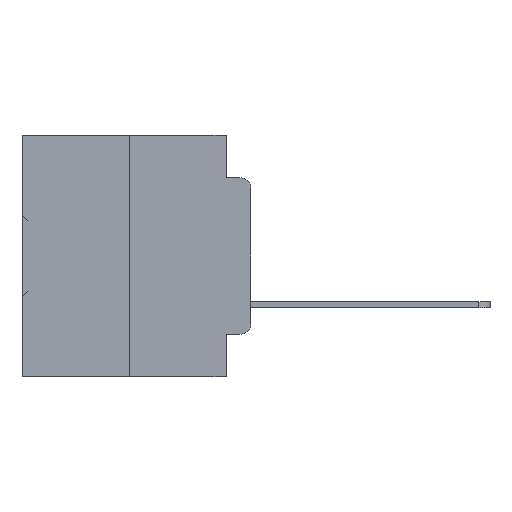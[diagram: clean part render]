
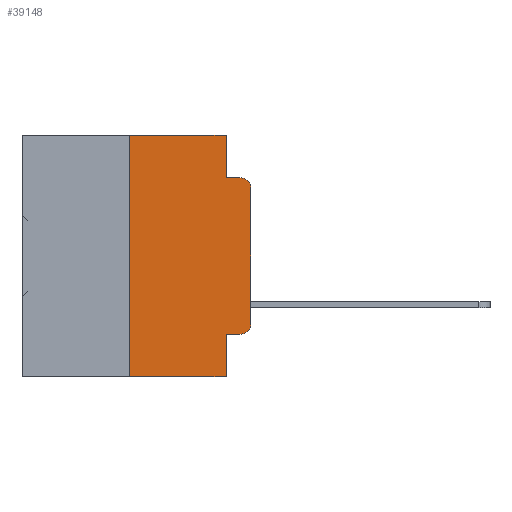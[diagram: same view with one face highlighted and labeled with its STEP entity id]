
A CAD part, left-side view. The second image highlights one B-rep face of the part: STEP entity #39148.
In plain terms, the highlighted planar face has unit normal (-1, 0, 0).
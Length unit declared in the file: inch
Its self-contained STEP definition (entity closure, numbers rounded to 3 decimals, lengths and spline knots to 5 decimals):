
#93 = LINE ( 'NONE', #2047, #7601 ) ;
#331 = EDGE_CURVE ( 'NONE', #17376, #31474, #93, .T. ) ;
#995 = DIRECTION ( 'NONE',  ( 0., 0., 1. ) ) ;
#1046 = ORIENTED_EDGE ( 'NONE', *, *, #331, .T. ) ;
#1831 = VERTEX_POINT ( 'NONE', #27659 ) ;
#2030 = DIRECTION ( 'NONE',  ( 0., 0., -1. ) ) ;
#2047 = CARTESIAN_POINT ( 'NONE',  ( 0., 0.473, -0.5 ) ) ;
#3044 = AXIS2_PLACEMENT_3D ( 'NONE', #18353, #38786, #21354 ) ;
#3063 = VERTEX_POINT ( 'NONE', #24287 ) ;
#3714 = FACE_OUTER_BOUND ( 'NONE', #21023, .T. ) ;
#4088 = CARTESIAN_POINT ( 'NONE',  ( 0., 0., 0. ) ) ;
#5246 = DIRECTION ( 'NONE',  ( 0., -1., 0. ) ) ;
#5631 = CARTESIAN_POINT ( 'NONE',  ( 0., 0.473, 0. ) ) ;
#5809 = DIRECTION ( 'NONE',  ( -1., 0., 0. ) ) ;
#7601 = VECTOR ( 'NONE', #5246, 39.37008 ) ;
#7771 = DIRECTION ( 'NONE',  ( 0., 0., 1. ) ) ;
#8544 = VERTEX_POINT ( 'NONE', #20501 ) ;
#9189 = DIRECTION ( 'NONE',  ( 0., 0., -1. ) ) ;
#9310 = EDGE_CURVE ( 'NONE', #16821, #29496, #21432, .T. ) ;
#10021 = ORIENTED_EDGE ( 'NONE', *, *, #11454, .T. ) ;
#10131 = CARTESIAN_POINT ( 'NONE',  ( 0., 0., -0.3915 ) ) ;
#10548 = ORIENTED_EDGE ( 'NONE', *, *, #38743, .T. ) ;
#10978 = VECTOR ( 'NONE', #7771, 39.37008 ) ;
#11454 = EDGE_CURVE ( 'NONE', #18404, #29496, #34974, .T. ) ;
#11917 = CARTESIAN_POINT ( 'NONE',  ( 0., 0.051, -0.0885 ) ) ;
#11984 = DIRECTION ( 'NONE',  ( 0., -1., 0. ) ) ;
#12348 = CARTESIAN_POINT ( 'NONE',  ( 0., 0.051, 0. ) ) ;
#13501 = EDGE_CURVE ( 'NONE', #22677, #18404, #23727, .T. ) ;
#16338 = EDGE_CURVE ( 'NONE', #3063, #31474, #30327, .T. ) ;
#16615 = EDGE_CURVE ( 'NONE', #8544, #17423, #20249, .T. ) ;
#16690 = CIRCLE ( 'NONE', #3044, 0.02 ) ;
#16821 = VERTEX_POINT ( 'NONE', #11917 ) ;
#16903 = CARTESIAN_POINT ( 'NONE',  ( 0., 0.25, 0. ) ) ;
#17376 = VERTEX_POINT ( 'NONE', #18692 ) ;
#17423 = VERTEX_POINT ( 'NONE', #21931 ) ;
#18353 = CARTESIAN_POINT ( 'NONE',  ( 0., 0.02, -0.3915 ) ) ;
#18404 = VERTEX_POINT ( 'NONE', #19205 ) ;
#18451 = EDGE_CURVE ( 'NONE', #17376, #8544, #19182, .T. ) ;
#18600 = DIRECTION ( 'NONE',  ( 1., 0., 0. ) ) ;
#18692 = CARTESIAN_POINT ( 'NONE',  ( 0., 0.25, -0.5 ) ) ;
#19182 = LINE ( 'NONE', #16903, #10978 ) ;
#19205 = CARTESIAN_POINT ( 'NONE',  ( 0., 0., -0.1085 ) ) ;
#19395 = LINE ( 'NONE', #25579, #34015 ) ;
#20249 = LINE ( 'NONE', #5631, #28026 ) ;
#20501 = CARTESIAN_POINT ( 'NONE',  ( 0., 0.25, 0. ) ) ;
#20782 = LINE ( 'NONE', #38161, #35366 ) ;
#21023 = EDGE_LOOP ( 'NONE', ( #36569, #10021, #23377, #25222, #25689, #36138, #1046, #23450, #10548, #31569 ) ) ;
#21354 = DIRECTION ( 'NONE',  ( 0., 0., -1. ) ) ;
#21432 = LINE ( 'NONE', #32655, #35991 ) ;
#21931 = CARTESIAN_POINT ( 'NONE',  ( 0., 0.051, 0. ) ) ;
#22677 = VERTEX_POINT ( 'NONE', #10131 ) ;
#22804 = VECTOR ( 'NONE', #995, 39.37008 ) ;
#23377 = ORIENTED_EDGE ( 'NONE', *, *, #9310, .F. ) ;
#23450 = ORIENTED_EDGE ( 'NONE', *, *, #16338, .F. ) ;
#23727 = LINE ( 'NONE', #4088, #22804 ) ;
#23810 = AXIS2_PLACEMENT_3D ( 'NONE', #36084, #18600, #39015 ) ;
#24207 = CARTESIAN_POINT ( 'NONE',  ( 0., 0.02, -0.1085 ) ) ;
#24287 = CARTESIAN_POINT ( 'NONE',  ( 0., 0.051, -0.4115 ) ) ;
#25143 = CARTESIAN_POINT ( 'NONE',  ( 0., 0.051, -0.5 ) ) ;
#25222 = ORIENTED_EDGE ( 'NONE', *, *, #34113, .F. ) ;
#25579 = CARTESIAN_POINT ( 'NONE',  ( 0., 0.051, -0.4115 ) ) ;
#25689 = ORIENTED_EDGE ( 'NONE', *, *, #16615, .F. ) ;
#26059 = AXIS2_PLACEMENT_3D ( 'NONE', #24207, #5809, #27142 ) ;
#27142 = DIRECTION ( 'NONE',  ( 0., 0., -1. ) ) ;
#27659 = CARTESIAN_POINT ( 'NONE',  ( 0., 0.02, -0.4115 ) ) ;
#28026 = VECTOR ( 'NONE', #11984, 39.37008 ) ;
#28488 = DIRECTION ( 'NONE',  ( 0., -1., 0. ) ) ;
#29403 = VECTOR ( 'NONE', #9189, 39.37008 ) ;
#29496 = VERTEX_POINT ( 'NONE', #32614 ) ;
#30327 = LINE ( 'NONE', #12348, #29403 ) ;
#31474 = VERTEX_POINT ( 'NONE', #25143 ) ;
#31569 = ORIENTED_EDGE ( 'NONE', *, *, #36774, .T. ) ;
#32614 = CARTESIAN_POINT ( 'NONE',  ( 0., 0.02, -0.0885 ) ) ;
#32655 = CARTESIAN_POINT ( 'NONE',  ( 0., 0.051, -0.0885 ) ) ;
#33154 = PLANE ( 'NONE',  #23810 ) ;
#34015 = VECTOR ( 'NONE', #28488, 39.37008 ) ;
#34113 = EDGE_CURVE ( 'NONE', #17423, #16821, #20782, .T. ) ;
#34974 = CIRCLE ( 'NONE', #26059, 0.02 ) ;
#35366 = VECTOR ( 'NONE', #2030, 39.37008 ) ;
#35582 = DIRECTION ( 'NONE',  ( 0., -1., 0. ) ) ;
#35991 = VECTOR ( 'NONE', #35582, 39.37008 ) ;
#36084 = CARTESIAN_POINT ( 'NONE',  ( 0., 0.473, 0. ) ) ;
#36138 = ORIENTED_EDGE ( 'NONE', *, *, #18451, .F. ) ;
#36569 = ORIENTED_EDGE ( 'NONE', *, *, #13501, .T. ) ;
#36774 = EDGE_CURVE ( 'NONE', #1831, #22677, #16690, .T. ) ;
#38161 = CARTESIAN_POINT ( 'NONE',  ( 0., 0.051, 0. ) ) ;
#38743 = EDGE_CURVE ( 'NONE', #3063, #1831, #19395, .T. ) ;
#38786 = DIRECTION ( 'NONE',  ( -1., 0., 0. ) ) ;
#39015 = DIRECTION ( 'NONE',  ( 0., 0., -1. ) ) ;
#39148 = ADVANCED_FACE ( 'NONE', ( #3714 ), #33154, .F. ) ;
